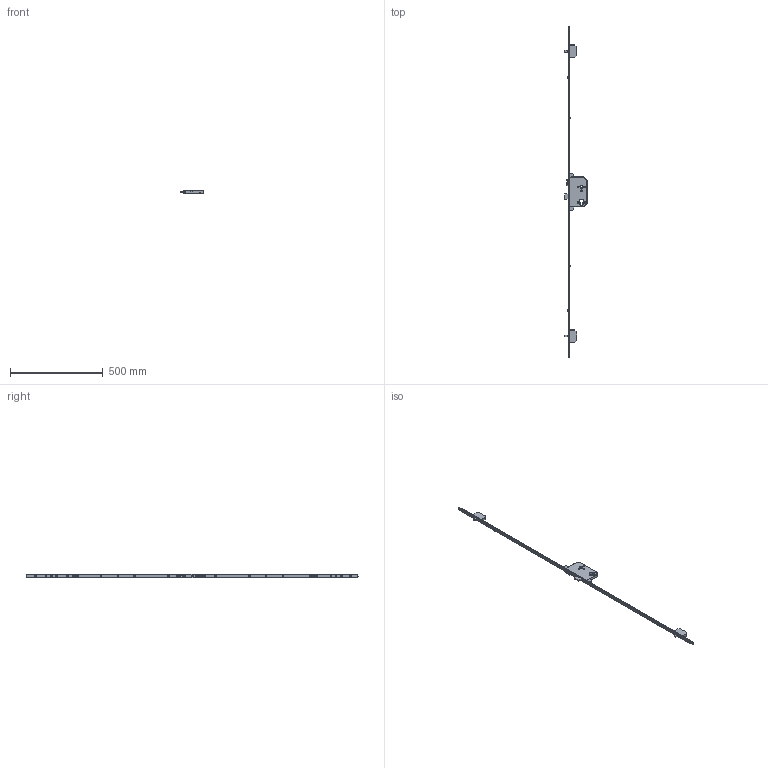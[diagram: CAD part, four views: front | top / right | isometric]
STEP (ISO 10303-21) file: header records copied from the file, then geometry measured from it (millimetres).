
FILE_DESCRIPTION (( 'STEP AP203' ), '1' );
FILE_NAME ('30740_DM70_18.STEP', '2023-10-31T17:02:52', ( '' ), ( '' ), 'SwSTEP 2.0', 'SolidWorks 2022', '' );
FILE_SCHEMA (( 'CONFIG_CONTROL_DESIGN' ));
Length unit declared in the file: millimetre
Products named in the file (12): D001313544-001; D001304593-000_D001304593-018; D001345393-000_D001345393-001; D001345066-000_D001345066-074_DM70_PE; D001345425-000_D001345425-001; D001127682-000_D001127682-001; 30740_DM70_18; D001345388-001; D001345176-001; D001345395-000_D001345395-001; D001345406-000_D001345406-001; D001345368-001
Assembly tree (23 placements, depth 2):
  30740_DM70_18
    D001345066-000_D001345066-074_DM70_PE
    D001313544-001  x2
    D001345368-001
    D001345388-001
    D001345393-000_D001345393-001  x2
    D001345395-000_D001345395-001  x2
    D001345176-001  x2
    D001127682-000_D001127682-001  x7
    D001304593-000_D001304593-018
    D001345406-000_D001345406-001  x2
    D001345425-000_D001345425-001  x2
Bounding box: 120 x 1788 x 18 mm (x, y, z)
Volume: 439046 mm3; surface area: 182058.7 mm2
Topology: 31 solids, 31 shells, 1206 faces, 2953 edges, 1831 vertices
Faces by surface type: plane 587, cylinder 467, cone 80, sphere 28, bspline 24, torus 20
Entity records: 23436 total; most frequent: CARTESIAN_POINT 4086, DIRECTION 3858, ORIENTED_EDGE 3600, EDGE_CURVE 1800, AXIS2_PLACEMENT_3D 1395, VERTEX_POINT 1147, LINE 1068, VECTOR 1068
